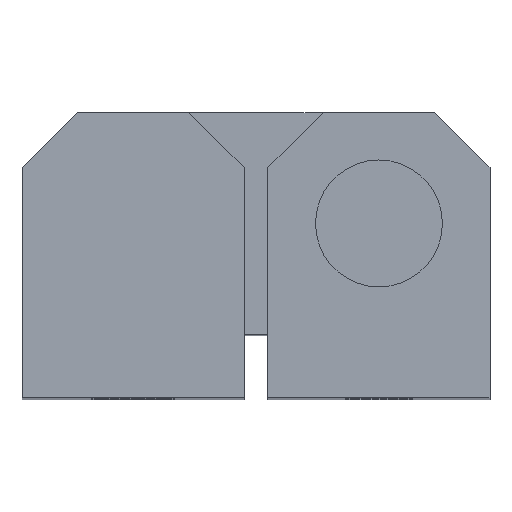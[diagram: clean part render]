
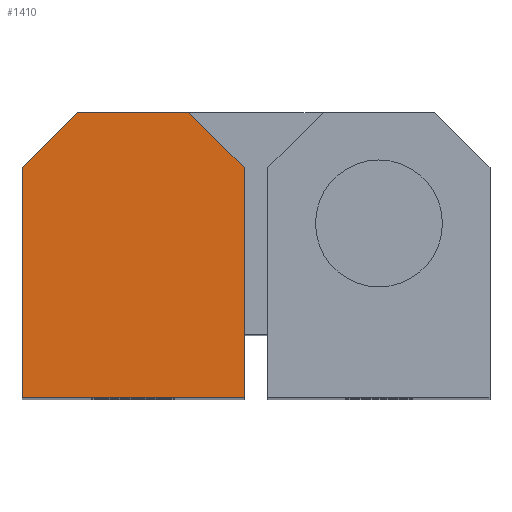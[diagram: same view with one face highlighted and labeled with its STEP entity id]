
A CAD part, top view. The second image highlights one B-rep face of the part: STEP entity #1410.
In plain terms, the highlighted planar face has unit normal (0, 0, 1).
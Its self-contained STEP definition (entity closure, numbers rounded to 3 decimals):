
#117 = CARTESIAN_POINT ( 'NONE',  ( -22.5, -11., 30. ) ) ;
#122 = CARTESIAN_POINT ( 'NONE',  ( -8.5, 3.5, 30. ) ) ;
#125 = CARTESIAN_POINT ( 'NONE',  ( -8.5, -11., 30. ) ) ;
#136 = CARTESIAN_POINT ( 'NONE',  ( -12., 7., 30. ) ) ;
#139 = CARTESIAN_POINT ( 'NONE',  ( -19., 7., 30. ) ) ;
#148 = CARTESIAN_POINT ( 'NONE',  ( -22.5, 3.5, 30. ) ) ;
#351 = FACE_OUTER_BOUND ( 'NONE', #2122, .T. ) ;
#365 = LINE ( 'NONE', #867, #1334 ) ;
#384 = LINE ( 'NONE', #959, #1339 ) ;
#388 = LINE ( 'NONE', #925, #1324 ) ;
#403 = LINE ( 'NONE', #857, #1367 ) ;
#410 = LINE ( 'NONE', #844, #1273 ) ;
#416 = LINE ( 'NONE', #783, #1282 ) ;
#569 = AXIS2_PLACEMENT_3D ( 'NONE', #1064, #1063, #918 ) ;
#782 = DIRECTION ( 'NONE',  ( 0., 1., 0. ) ) ;
#783 = CARTESIAN_POINT ( 'NONE',  ( -8.5, 3.5, 30. ) ) ;
#843 = DIRECTION ( 'NONE',  ( -0.707, 0.707, 0. ) ) ;
#844 = CARTESIAN_POINT ( 'NONE',  ( -12., 7., 30. ) ) ;
#856 = DIRECTION ( 'NONE',  ( -1., 0., 0. ) ) ;
#857 = CARTESIAN_POINT ( 'NONE',  ( -19., 7., 30. ) ) ;
#859 = DIRECTION ( 'NONE',  ( 0., -1., 0. ) ) ;
#864 = DIRECTION ( 'NONE',  ( 1., 0., 0. ) ) ;
#867 = CARTESIAN_POINT ( 'NONE',  ( -22.5, 3.5, 30. ) ) ;
#918 = DIRECTION ( 'NONE',  ( 1., 0., 0. ) ) ;
#925 = CARTESIAN_POINT ( 'NONE',  ( -22.5, 3.5, 30. ) ) ;
#959 = CARTESIAN_POINT ( 'NONE',  ( -22.5, -11., 30. ) ) ;
#1036 = DIRECTION ( 'NONE',  ( -0.707, -0.707, 0. ) ) ;
#1063 = DIRECTION ( 'NONE',  ( 0., 0., 1. ) ) ;
#1064 = CARTESIAN_POINT ( 'NONE',  ( -8.5, -11., 30. ) ) ;
#1066 = PLANE ( 'NONE',  #569 ) ;
#1273 = VECTOR ( 'NONE', #843, 1000. ) ;
#1282 = VECTOR ( 'NONE', #782, 1000. ) ;
#1324 = VECTOR ( 'NONE', #859, 1000. ) ;
#1334 = VECTOR ( 'NONE', #1036, 1000. ) ;
#1339 = VECTOR ( 'NONE', #864, 1000. ) ;
#1367 = VECTOR ( 'NONE', #856, 1000. ) ;
#1410 = ADVANCED_FACE ( 'NONE', ( #351 ), #1066, .T. ) ;
#1463 = EDGE_CURVE ( 'NONE', #2069, #2064, #384, .T. ) ;
#1471 = EDGE_CURVE ( 'NONE', #2052, #2069, #388, .T. ) ;
#1477 = EDGE_CURVE ( 'NONE', #2056, #2052, #365, .T. ) ;
#1488 = EDGE_CURVE ( 'NONE', #2058, #2056, #403, .T. ) ;
#1494 = EDGE_CURVE ( 'NONE', #2066, #2058, #410, .T. ) ;
#1500 = EDGE_CURVE ( 'NONE', #2064, #2066, #416, .T. ) ;
#1861 = ORIENTED_EDGE ( 'NONE', *, *, #1477, .T. ) ;
#1863 = ORIENTED_EDGE ( 'NONE', *, *, #1500, .T. ) ;
#1864 = ORIENTED_EDGE ( 'NONE', *, *, #1494, .T. ) ;
#1865 = ORIENTED_EDGE ( 'NONE', *, *, #1488, .T. ) ;
#1866 = ORIENTED_EDGE ( 'NONE', *, *, #1471, .T. ) ;
#1867 = ORIENTED_EDGE ( 'NONE', *, *, #1463, .T. ) ;
#2052 = VERTEX_POINT ( 'NONE', #148 ) ;
#2056 = VERTEX_POINT ( 'NONE', #139 ) ;
#2058 = VERTEX_POINT ( 'NONE', #136 ) ;
#2064 = VERTEX_POINT ( 'NONE', #125 ) ;
#2066 = VERTEX_POINT ( 'NONE', #122 ) ;
#2069 = VERTEX_POINT ( 'NONE', #117 ) ;
#2122 = EDGE_LOOP ( 'NONE', ( #1863, #1864, #1865, #1861, #1866, #1867 ) ) ;
